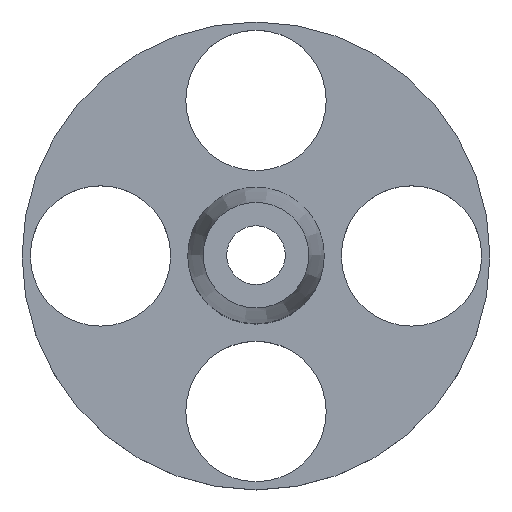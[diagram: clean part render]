
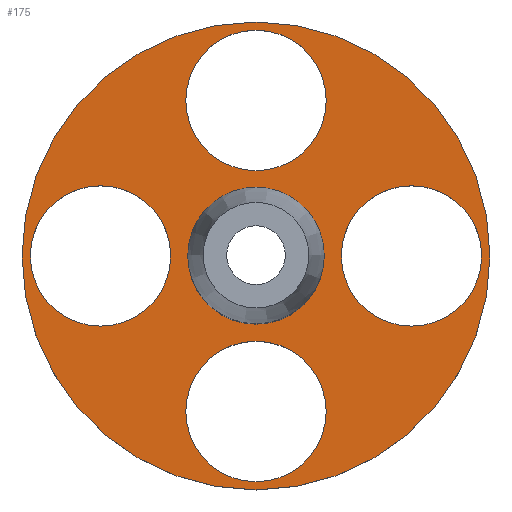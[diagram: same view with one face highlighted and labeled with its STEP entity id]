
A CAD part, top view. The second image highlights one B-rep face of the part: STEP entity #175.
In plain terms, the highlighted planar face has unit normal (0, 0, 1).
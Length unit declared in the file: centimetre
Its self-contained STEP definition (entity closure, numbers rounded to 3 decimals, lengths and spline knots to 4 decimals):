
#21=PLANE('',#212);
#40=ORIENTED_EDGE('',*,*,#66,.T.);
#41=ORIENTED_EDGE('',*,*,#67,.T.);
#42=ORIENTED_EDGE('',*,*,#68,.T.);
#43=ORIENTED_EDGE('',*,*,#69,.T.);
#44=ORIENTED_EDGE('',*,*,#58,.F.);
#45=ORIENTED_EDGE('',*,*,#61,.F.);
#58=EDGE_CURVE('',#74,#74,#90,.T.);
#61=EDGE_CURVE('',#77,#77,#93,.T.);
#66=EDGE_CURVE('',#82,#82,#98,.T.);
#67=EDGE_CURVE('',#83,#83,#99,.T.);
#68=EDGE_CURVE('',#84,#84,#100,.T.);
#69=EDGE_CURVE('',#85,#85,#101,.T.);
#74=VERTEX_POINT('',#293);
#77=VERTEX_POINT('',#301);
#82=VERTEX_POINT('',#313);
#83=VERTEX_POINT('',#315);
#84=VERTEX_POINT('',#317);
#85=VERTEX_POINT('',#319);
#90=CIRCLE('',#201,0.7288);
#93=CIRCLE('',#206,2.5);
#98=CIRCLE('',#213,0.75);
#99=CIRCLE('',#214,0.75);
#100=CIRCLE('',#215,0.75);
#101=CIRCLE('',#216,0.75);
#120=EDGE_LOOP('',(#40));
#121=EDGE_LOOP('',(#41));
#122=EDGE_LOOP('',(#42));
#123=EDGE_LOOP('',(#43));
#124=EDGE_LOOP('',(#44));
#125=EDGE_LOOP('',(#45));
#152=FACE_BOUND('',#120,.T.);
#153=FACE_BOUND('',#121,.T.);
#154=FACE_BOUND('',#122,.T.);
#155=FACE_BOUND('',#123,.T.);
#156=FACE_BOUND('',#124,.T.);
#157=FACE_BOUND('',#125,.T.);
#175=ADVANCED_FACE('',(#152,#153,#154,#155,#156,#157),#21,.F.);
#201=AXIS2_PLACEMENT_3D('',#292,#239,#240);
#206=AXIS2_PLACEMENT_3D('',#300,#249,#250);
#212=AXIS2_PLACEMENT_3D('',#311,#261,#262);
#213=AXIS2_PLACEMENT_3D('',#312,#263,#264);
#214=AXIS2_PLACEMENT_3D('',#314,#265,#266);
#215=AXIS2_PLACEMENT_3D('',#316,#267,#268);
#216=AXIS2_PLACEMENT_3D('',#318,#269,#270);
#239=DIRECTION('',(0.,0.,1.));
#240=DIRECTION('',(1.,0.,0.));
#249=DIRECTION('',(0.,0.,-1.));
#250=DIRECTION('',(-1.,0.,0.));
#261=DIRECTION('',(0.,0.,-1.));
#262=DIRECTION('',(1.,0.,0.));
#263=DIRECTION('',(0.,0.,-1.));
#264=DIRECTION('',(-1.,0.,0.));
#265=DIRECTION('',(0.,0.,-1.));
#266=DIRECTION('',(-1.,0.,0.));
#267=DIRECTION('',(0.,0.,-1.));
#268=DIRECTION('',(-1.,0.,0.));
#269=DIRECTION('',(0.,0.,-1.));
#270=DIRECTION('',(-1.,0.,0.));
#292=CARTESIAN_POINT('',(0.,0.,-3.7151));
#293=CARTESIAN_POINT('',(0.7288,0.,-3.7151));
#300=CARTESIAN_POINT('',(0.,0.,-3.7151));
#301=CARTESIAN_POINT('',(-2.5,0.,-3.7151));
#311=CARTESIAN_POINT('',(0.,0.,-3.7151));
#312=CARTESIAN_POINT('',(-1.6618,0.,-3.7151));
#313=CARTESIAN_POINT('',(-2.4118,0.,-3.7151));
#314=CARTESIAN_POINT('',(0.,-1.6618,-3.7151));
#315=CARTESIAN_POINT('',(-0.75,-1.6618,-3.7151));
#316=CARTESIAN_POINT('',(1.6618,0.,-3.7151));
#317=CARTESIAN_POINT('',(0.9118,0.,-3.7151));
#318=CARTESIAN_POINT('',(0.,1.6618,-3.7151));
#319=CARTESIAN_POINT('',(-0.75,1.6618,-3.7151));
